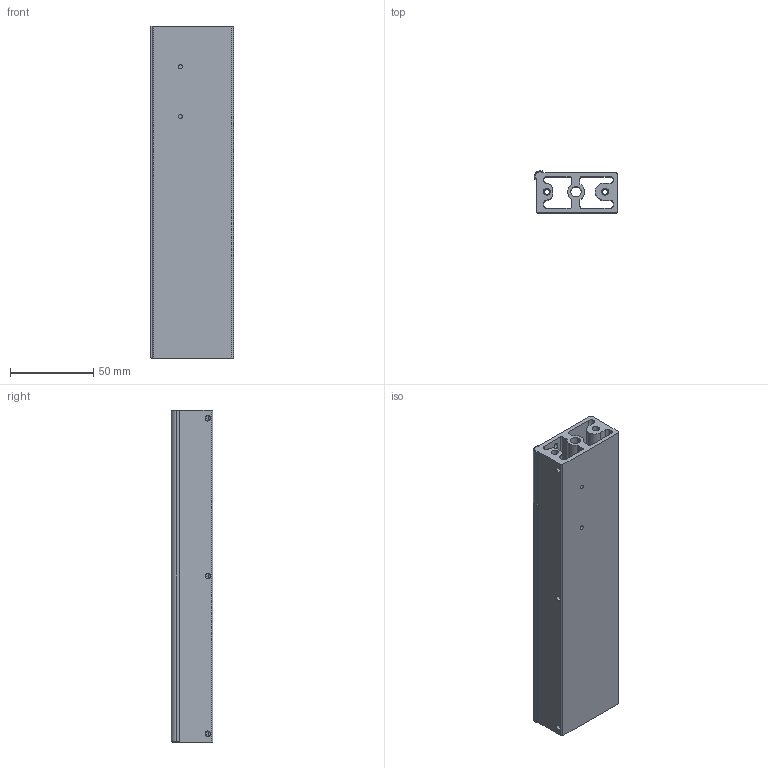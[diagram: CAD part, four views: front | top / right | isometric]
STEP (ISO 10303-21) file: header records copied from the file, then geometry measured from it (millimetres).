
FILE_DESCRIPTION (( 'STEP AP203' ), '1' );
FILE_NAME ('菁衵ヶ倰第.STEP', '2022-09-08T06:25:55', ( '' ), ( '' ), 'SwSTEP 2.0', 'SolidWorks 2016', '' );
FILE_SCHEMA (( 'CONFIG_CONTROL_DESIGN' ));
Length unit declared in the file: millimetre
Products named in the file (1): 菁衵ヶ倰第
Bounding box: 50 x 25 x 200 mm (x, y, z)
Volume: 122667.4 mm3; surface area: 73533.5 mm2
Topology: 1 solids, 1 shells, 109 faces, 298 edges, 184 vertices
Faces by surface type: cylinder 67, plane 23, cone 13, bspline 4, torus 2
Entity records: 3822 total; most frequent: CARTESIAN_POINT 944, DIRECTION 595, ORIENTED_EDGE 588, EDGE_CURVE 294, AXIS2_PLACEMENT_3D 223, VERTEX_POINT 184, VECTOR 149, LINE 149
